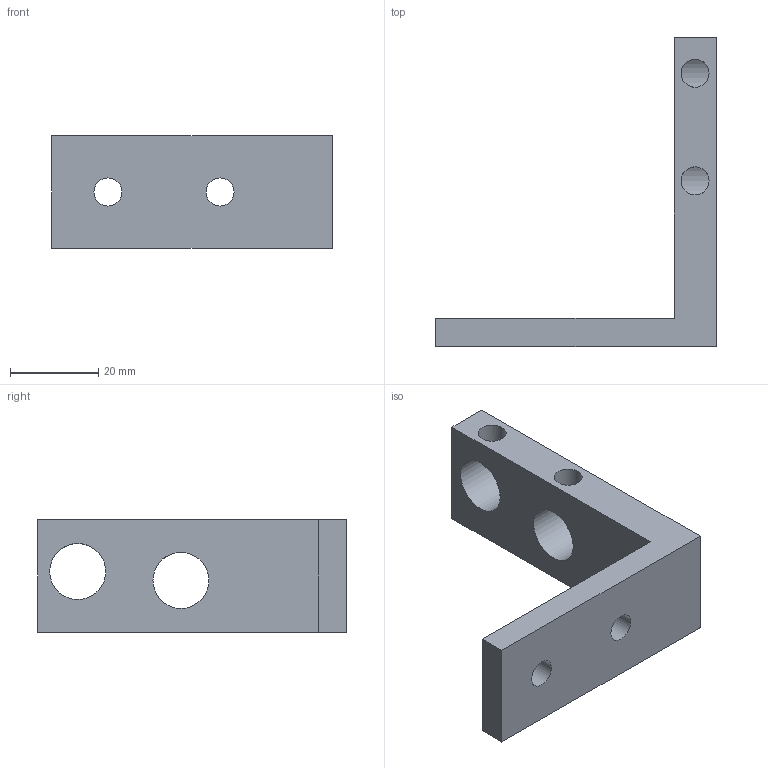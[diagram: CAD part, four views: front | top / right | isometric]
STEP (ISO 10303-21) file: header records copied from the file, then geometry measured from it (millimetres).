
FILE_DESCRIPTION(('FreeCAD Model'),'2;1');
FILE_NAME('flyBAM10.step', '2014-12-09T05:50:26',('FreeCAD'),('FreeCAD'), 'Open CASCADE STEP processor 6.7','FreeCAD','Unknown');
FILE_SCHEMA(('AUTOMOTIVE_DESIGN_CC2 { 1 2 10303 214 -1 1 5 4 }'));
Length unit declared in the file: millimetre
Products named in the file (1): Cut006
Bounding box: 63.5 x 70 x 25.4 mm (x, y, z)
Volume: 22407.6 mm3; surface area: 9323.4 mm2
Topology: 1 solids, 1 shells, 14 faces, 48 edges, 36 vertices
Faces by surface type: plane 8, cylinder 6
Full cylindrical faces by diameter (mm): 6.35 x4, 12.7 x2
Entity records: 2153 total; most frequent: CARTESIAN_POINT 1179, DIRECTION 174, ORIENTED_EDGE 96, PCURVE 96, DEFINITIONAL_REPRESENTATION 96, LINE 92, VECTOR 92, EDGE_CURVE 48
